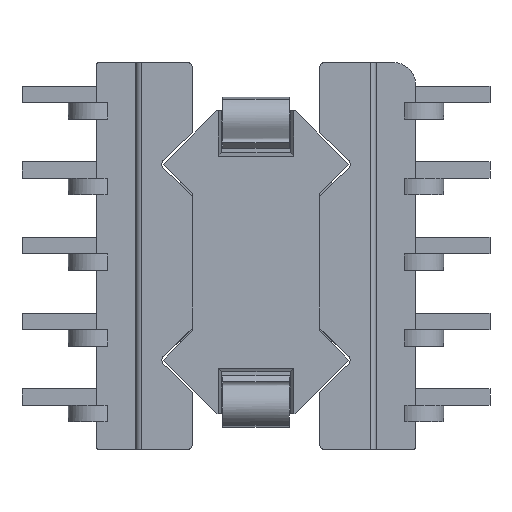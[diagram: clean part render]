
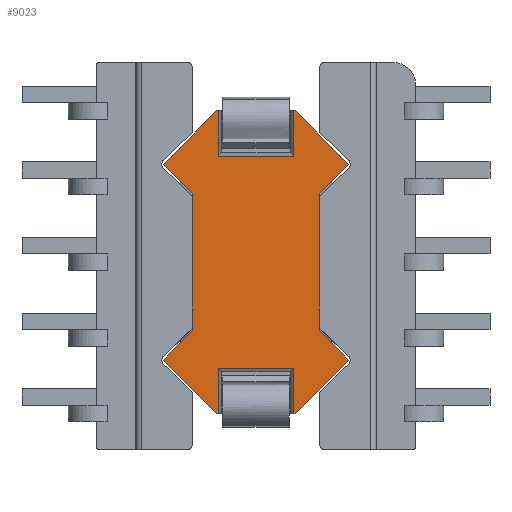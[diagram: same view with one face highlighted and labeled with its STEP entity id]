
A CAD part, front view. The second image highlights one B-rep face of the part: STEP entity #9023.
In plain terms, the highlighted face is planar.
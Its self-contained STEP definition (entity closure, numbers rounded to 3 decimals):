
#955=PLANE('',#9865);
#1442=FACE_OUTER_BOUND('',#1989,.T.);
#1989=EDGE_LOOP('',(#8360,#8361,#8362,#8363,#8364,#8365,#8366,#8367,#8368,
#8369,#8370,#8371,#8372,#8373,#8374,#8375,#8376,#8377,#8378,#8379));
#2807=LINE('',#15070,#3677);
#2811=LINE('',#15078,#3681);
#2814=LINE('',#15084,#3684);
#2819=LINE('',#15094,#3689);
#2827=LINE('',#15109,#3697);
#2829=LINE('',#15113,#3699);
#2831=LINE('',#15118,#3701);
#2833=LINE('',#15122,#3703);
#2836=LINE('',#15127,#3706);
#2837=LINE('',#15129,#3707);
#2839=LINE('',#15133,#3709);
#2842=LINE('',#15140,#3712);
#2844=LINE('',#15144,#3714);
#2846=LINE('',#15147,#3716);
#2847=LINE('',#15150,#3717);
#2848=LINE('',#15152,#3718);
#2849=LINE('',#15153,#3719);
#2850=LINE('',#15155,#3720);
#2851=LINE('',#15157,#3721);
#2852=LINE('',#15158,#3722);
#3677=VECTOR('',#12049,1000.);
#3681=VECTOR('',#12055,1000.);
#3684=VECTOR('',#12060,1000.);
#3689=VECTOR('',#12067,1000.);
#3697=VECTOR('',#12081,1000.);
#3699=VECTOR('',#12085,1000.);
#3701=VECTOR('',#12089,1000.);
#3703=VECTOR('',#12091,1000.);
#3706=VECTOR('',#12096,1000.);
#3707=VECTOR('',#12099,1000.);
#3709=VECTOR('',#12103,1000.);
#3712=VECTOR('',#12108,1000.);
#3714=VECTOR('',#12110,1000.);
#3716=VECTOR('',#12114,1000.);
#3717=VECTOR('',#12117,1000.);
#3718=VECTOR('',#12118,1000.);
#3719=VECTOR('',#12119,1000.);
#3720=VECTOR('',#12120,1000.);
#3721=VECTOR('',#12121,1000.);
#3722=VECTOR('',#12122,1000.);
#4757=VERTEX_POINT('',#15067);
#4758=VERTEX_POINT('',#15069);
#4760=VERTEX_POINT('',#15075);
#4761=VERTEX_POINT('',#15077);
#4762=VERTEX_POINT('',#15081);
#4763=VERTEX_POINT('',#15083);
#4766=VERTEX_POINT('',#15091);
#4767=VERTEX_POINT('',#15093);
#4772=VERTEX_POINT('',#15111);
#4773=VERTEX_POINT('',#15115);
#4775=VERTEX_POINT('',#15119);
#4776=VERTEX_POINT('',#15121);
#4778=VERTEX_POINT('',#15131);
#4781=VERTEX_POINT('',#15138);
#4782=VERTEX_POINT('',#15141);
#4783=VERTEX_POINT('',#15143);
#4784=VERTEX_POINT('',#15149);
#4785=VERTEX_POINT('',#15151);
#4786=VERTEX_POINT('',#15154);
#4787=VERTEX_POINT('',#15156);
#5947=EDGE_CURVE('',#4757,#4758,#2807,.T.);
#5951=EDGE_CURVE('',#4760,#4761,#2811,.T.);
#5954=EDGE_CURVE('',#4763,#4762,#2814,.T.);
#5959=EDGE_CURVE('',#4767,#4766,#2819,.T.);
#5967=EDGE_CURVE('',#4757,#4761,#2827,.T.);
#5969=EDGE_CURVE('',#4760,#4772,#2829,.T.);
#5971=EDGE_CURVE('',#4773,#4772,#2831,.T.);
#5973=EDGE_CURVE('',#4775,#4776,#2833,.T.);
#5976=EDGE_CURVE('',#4775,#4763,#2836,.T.);
#5977=EDGE_CURVE('',#4767,#4762,#2837,.T.);
#5979=EDGE_CURVE('',#4778,#4766,#2839,.T.);
#5982=EDGE_CURVE('',#4778,#4781,#2842,.T.);
#5984=EDGE_CURVE('',#4783,#4782,#2844,.T.);
#5986=EDGE_CURVE('',#4758,#4782,#2846,.T.);
#5987=EDGE_CURVE('',#4784,#4773,#2847,.T.);
#5988=EDGE_CURVE('',#4785,#4784,#2848,.T.);
#5989=EDGE_CURVE('',#4785,#4776,#2849,.T.);
#5990=EDGE_CURVE('',#4786,#4781,#2850,.T.);
#5991=EDGE_CURVE('',#4786,#4787,#2851,.T.);
#5992=EDGE_CURVE('',#4787,#4783,#2852,.T.);
#8360=ORIENTED_EDGE('',*,*,#5987,.F.);
#8361=ORIENTED_EDGE('',*,*,#5988,.F.);
#8362=ORIENTED_EDGE('',*,*,#5989,.T.);
#8363=ORIENTED_EDGE('',*,*,#5973,.F.);
#8364=ORIENTED_EDGE('',*,*,#5976,.T.);
#8365=ORIENTED_EDGE('',*,*,#5954,.T.);
#8366=ORIENTED_EDGE('',*,*,#5977,.F.);
#8367=ORIENTED_EDGE('',*,*,#5959,.T.);
#8368=ORIENTED_EDGE('',*,*,#5979,.F.);
#8369=ORIENTED_EDGE('',*,*,#5982,.T.);
#8370=ORIENTED_EDGE('',*,*,#5990,.F.);
#8371=ORIENTED_EDGE('',*,*,#5991,.T.);
#8372=ORIENTED_EDGE('',*,*,#5992,.T.);
#8373=ORIENTED_EDGE('',*,*,#5984,.T.);
#8374=ORIENTED_EDGE('',*,*,#5986,.F.);
#8375=ORIENTED_EDGE('',*,*,#5947,.F.);
#8376=ORIENTED_EDGE('',*,*,#5967,.T.);
#8377=ORIENTED_EDGE('',*,*,#5951,.F.);
#8378=ORIENTED_EDGE('',*,*,#5969,.T.);
#8379=ORIENTED_EDGE('',*,*,#5971,.F.);
#9023=ADVANCED_FACE('',(#1442),#955,.T.);
#9865=AXIS2_PLACEMENT_3D('',#15148,#12115,#12116);
#12049=DIRECTION('',(0.707,0.,-0.707));
#12055=DIRECTION('',(0.707,0.,0.707));
#12060=DIRECTION('',(0.707,0.,-0.707));
#12067=DIRECTION('',(0.707,0.,0.707));
#12081=DIRECTION('',(-1.,0.,0.));
#12085=DIRECTION('',(-0.707,0.,0.707));
#12089=DIRECTION('',(0.,0.,-1.));
#12091=DIRECTION('',(0.,0.,-1.));
#12096=DIRECTION('',(0.707,0.,0.707));
#12099=DIRECTION('',(-1.,0.,0.));
#12103=DIRECTION('',(-0.707,0.,0.707));
#12108=DIRECTION('',(0.,0.,-1.));
#12110=DIRECTION('',(0.,0.,-1.));
#12114=DIRECTION('',(0.707,0.,0.707));
#12115=DIRECTION('center_axis',(0.,1.,0.));
#12116=DIRECTION('ref_axis',(0.,0.,1.));
#12117=DIRECTION('',(-1.,0.,0.));
#12118=DIRECTION('',(0.,0.,-1.));
#12119=DIRECTION('',(-1.,0.,0.));
#12120=DIRECTION('',(1.,0.,0.));
#12121=DIRECTION('',(0.,0.,-1.));
#12122=DIRECTION('',(1.,0.,0.));
#15067=CARTESIAN_POINT('',(2.481,3.9,-2.3));
#15069=CARTESIAN_POINT('',(3.556,3.9,-3.374));
#15070=CARTESIAN_POINT('',(0.091,3.9,0.091));
#15075=CARTESIAN_POINT('',(-3.556,3.9,-3.374));
#15077=CARTESIAN_POINT('',(-2.481,3.9,-2.3));
#15078=CARTESIAN_POINT('',(-0.091,3.9,0.091));
#15081=CARTESIAN_POINT('',(-2.481,3.9,2.3));
#15083=CARTESIAN_POINT('',(-3.556,3.9,3.374));
#15084=CARTESIAN_POINT('',(-0.091,3.9,-0.091));
#15091=CARTESIAN_POINT('',(3.556,3.9,3.374));
#15093=CARTESIAN_POINT('',(2.481,3.9,2.3));
#15094=CARTESIAN_POINT('',(0.091,3.9,-0.091));
#15109=CARTESIAN_POINT('',(0.,3.9,-2.3));
#15111=CARTESIAN_POINT('',(-5.5,3.9,-1.43));
#15113=CARTESIAN_POINT('',(-3.465,3.9,-3.465));
#15115=CARTESIAN_POINT('',(-5.5,3.9,-1.373));
#15118=CARTESIAN_POINT('',(-5.5,3.9,0.));
#15119=CARTESIAN_POINT('',(-5.5,3.9,1.43));
#15121=CARTESIAN_POINT('',(-5.5,3.9,1.373));
#15122=CARTESIAN_POINT('',(-5.5,3.9,0.));
#15127=CARTESIAN_POINT('',(-3.465,3.9,3.465));
#15129=CARTESIAN_POINT('',(0.,3.9,2.3));
#15131=CARTESIAN_POINT('',(5.5,3.9,1.43));
#15133=CARTESIAN_POINT('',(3.465,3.9,3.465));
#15138=CARTESIAN_POINT('',(5.5,3.9,1.373));
#15140=CARTESIAN_POINT('',(5.5,3.9,0.));
#15141=CARTESIAN_POINT('',(5.5,3.9,-1.43));
#15143=CARTESIAN_POINT('',(5.5,3.9,-1.373));
#15144=CARTESIAN_POINT('',(5.5,3.9,0.));
#15147=CARTESIAN_POINT('',(3.465,3.9,-3.465));
#15148=CARTESIAN_POINT('Origin',(0.,3.9,0.));
#15149=CARTESIAN_POINT('',(-3.852,3.9,-1.373));
#15150=CARTESIAN_POINT('',(0.,3.9,-1.373));
#15151=CARTESIAN_POINT('',(-3.852,3.9,1.373));
#15152=CARTESIAN_POINT('',(-3.852,3.9,0.));
#15153=CARTESIAN_POINT('',(0.,3.9,1.373));
#15154=CARTESIAN_POINT('',(3.852,3.9,1.373));
#15155=CARTESIAN_POINT('',(0.,3.9,1.373));
#15156=CARTESIAN_POINT('',(3.852,3.9,-1.373));
#15157=CARTESIAN_POINT('',(3.852,3.9,0.));
#15158=CARTESIAN_POINT('',(0.,3.9,-1.373));
